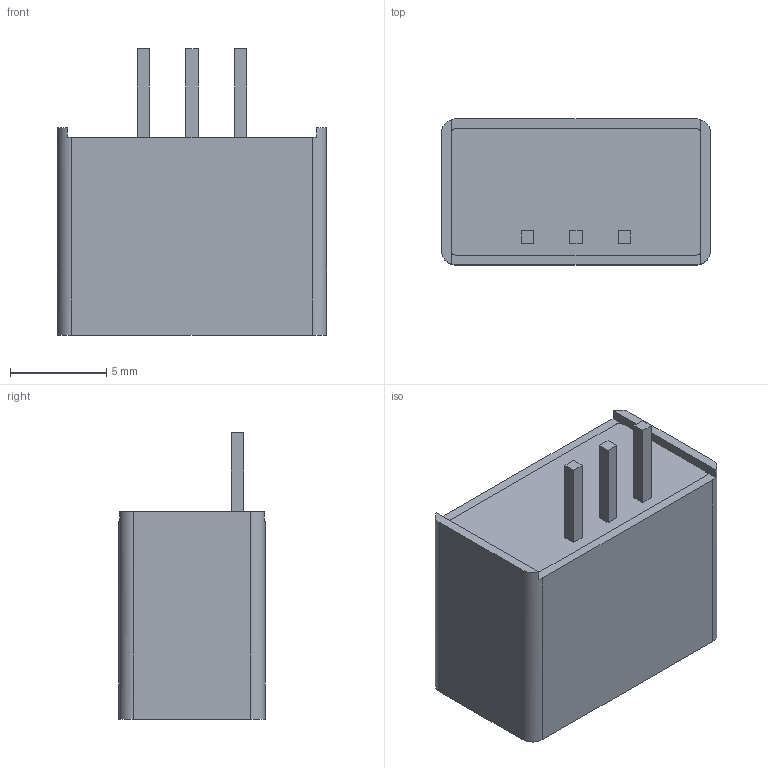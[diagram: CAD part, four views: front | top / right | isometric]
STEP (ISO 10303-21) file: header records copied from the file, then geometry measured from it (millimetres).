
FILE_DESCRIPTION(/* description */ ('Unknown'),/* implementation_level */ '2;1');
FILE_NAME(/* name */ 'TSR 3N',/* time_stamp */ '2024-07-12T15:50:24+08:00',/* author */ ('Unknown'),/* organization */ ('Unknown'),/* preprocessor_version */ 'ST-DEVELOPER v16.7',/* originating_system */ 'Solid Edge',/* authorisation */ 'Unknown');
FILE_SCHEMA (('AUTOMOTIVE_DESIGN {1 0 10303 214 3 1 1}'));
Length unit declared in the file: millimetre
Products named in the file (4): TSR 3N; CASE-00; 膠-00; PIN-00
Assembly tree (5 placements, depth 2):
  TSR 3N
    CASE-00
    膠-00
    PIN-00  x3
Bounding box: 14 x 7.6 x 14.9 mm (x, y, z)
Volume: 302.7 mm3; surface area: 1267.6 mm2
Topology: 5 solids, 5 shells, 50 faces, 120 edges, 80 vertices
Faces by surface type: plane 38, cylinder 12
Entity records: 1267 total; most frequent: DIRECTION 212, CARTESIAN_POINT 204, ORIENTED_EDGE 192, EDGE_CURVE 96, AXIS2_PLACEMENT_3D 72, LINE 68, VECTOR 68, VERTEX_POINT 64
